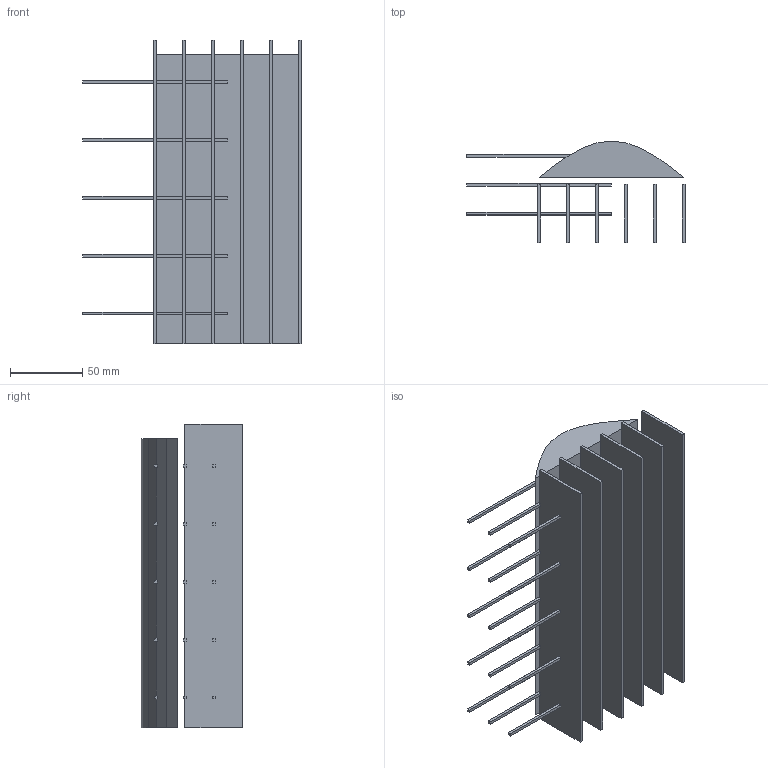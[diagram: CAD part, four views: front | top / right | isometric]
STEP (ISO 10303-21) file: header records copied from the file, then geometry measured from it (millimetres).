
FILE_DESCRIPTION(('Open CASCADE Model'),'2;1');
FILE_NAME('Open CASCADE Shape Model','2024-05-30T19:10:40',('Author'),( 'Open CASCADE'),'Open CASCADE STEP processor 7.7','Open CASCADE 7.7' ,'Unknown');
FILE_SCHEMA(('AUTOMOTIVE_DESIGN { 1 0 10303 214 1 1 1 1 }'));
Length unit declared in the file: millimetre
Products named in the file (6): Open CASCADE STEP translator 7.7 42; Open CASCADE STEP translator 7.7 42.1; Open CASCADE STEP translator 7.7 42.2; Open CASCADE STEP translator 7.7 42.3; Open CASCADE STEP translator 7.7 42.4; Open CASCADE STEP translator 7.7 42.5
Assembly tree (5 placements, depth 2):
  Open CASCADE STEP translator 7.7 42
    Open CASCADE STEP translator 7.7 42.1
    Open CASCADE STEP translator 7.7 42.2
    Open CASCADE STEP translator 7.7 42.3
    Open CASCADE STEP translator 7.7 42.4
    Open CASCADE STEP translator 7.7 42.5
Bounding box: 151 x 70 x 210 mm (x, y, z)
Volume: 421719.5 mm3; surface area: 163019.1 mm2
Topology: 5 solids, 5 shells, 224 faces, 660 edges, 440 vertices
Faces by surface type: plane 224
Entity records: 16048 total; most frequent: CARTESIAN_POINT 2650, DIRECTION 2440, LINE 1980, VECTOR 1980, ORIENTED_EDGE 1320, PCURVE 1320, DEFINITIONAL_REPRESENTATION 1320, EDGE_CURVE 660
